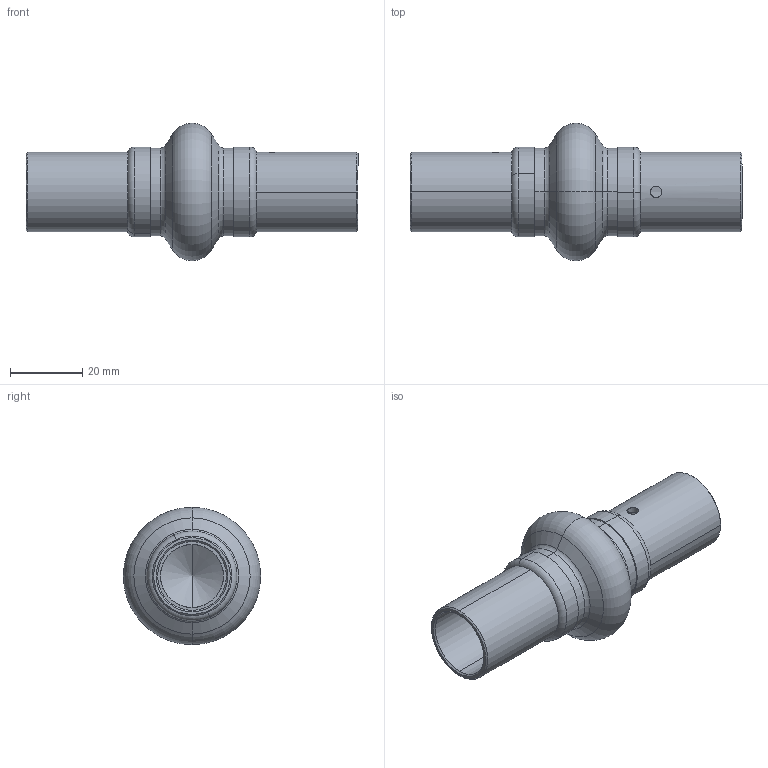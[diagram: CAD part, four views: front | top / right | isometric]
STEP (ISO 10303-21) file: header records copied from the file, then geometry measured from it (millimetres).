
FILE_DESCRIPTION (( 'STEP AP214' ), '1' );
FILE_NAME ('MS20271B14.STEP', '2018-06-08T18:34:55', ( 'rick' ), ( 'Hewlett-Packard Company' ), 'SwSTEP 2.0', 'SolidWorks 2017', '' );
FILE_SCHEMA (( 'AUTOMOTIVE_DESIGN' ));
Length unit declared in the file: inch
Products named in the file (8): MS20271B14; BOOT CLAMP - CUP STYLE_875 CLAMP CRIMPED; 875 BOOT_875 BOOT-SL INSTALLED (WITH CLAMP); MIL Spec Short Pin_MS20271B14-4A-QPL; MIL Spec Long Pin_MS20271B14-5A-QPL; RIVET_MS20271B14-3A at Clinch; MIL Spec Block_MS20271B14-2A-QPL; MS2027xB14-Y_MS20271B14-Y
Assembly tree (10 placements, depth 2):
  MS20271B14
    MS2027xB14-Y_MS20271B14-Y  x2
    MIL Spec Block_MS20271B14-2A-QPL
    RIVET_MS20271B14-3A at Clinch
    MIL Spec Long Pin_MS20271B14-5A-QPL
    MIL Spec Short Pin_MS20271B14-4A-QPL  x2
    875 BOOT_875 BOOT-SL INSTALLED (WITH CLAMP)
    BOOT CLAMP - CUP STYLE_875 CLAMP CRIMPED  x2
Bounding box: 92.08 x 38.1 x 38.1 mm (x, y, z)
Volume: 20617.7 mm3; surface area: 24081.4 mm2
Topology: 10 solids, 10 shells, 318 faces, 760 edges, 472 vertices
Faces by surface type: cylinder 120, plane 70, cone 68, sphere 32, torus 28
Entity records: 8616 total; most frequent: CARTESIAN_POINT 1767, DIRECTION 1160, ORIENTED_EDGE 1008, EDGE_CURVE 504, AXIS2_PLACEMENT_3D 500, VERTEX_POINT 311, CIRCLE 270, EDGE_LOOP 247
